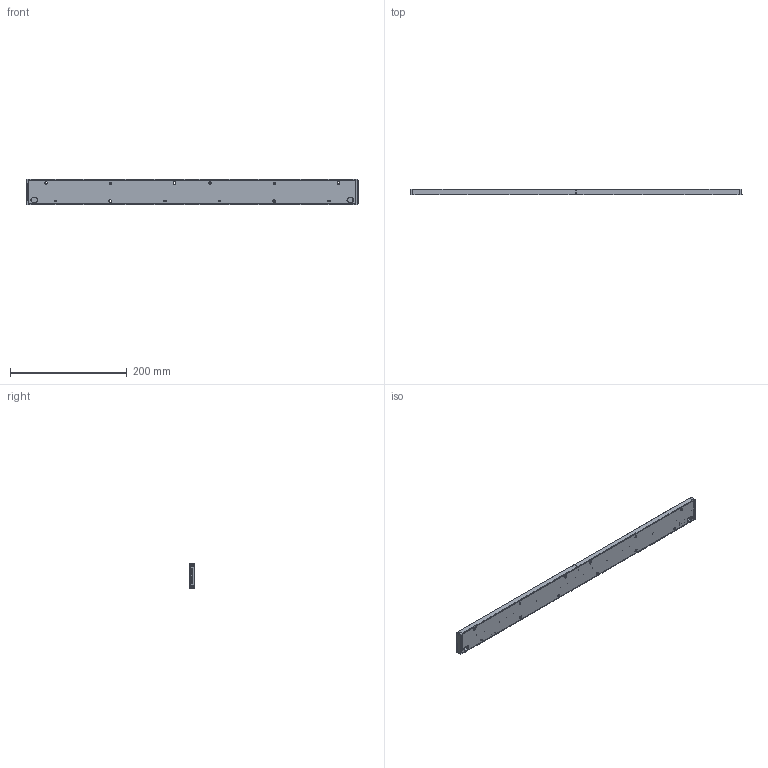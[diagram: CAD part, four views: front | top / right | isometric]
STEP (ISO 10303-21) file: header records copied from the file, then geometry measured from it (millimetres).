
FILE_DESCRIPTION (( 'STEP AP203' ), '1' );
FILE_NAME ('WU-M-502 Assembly.STEP', '2014-11-18T11:33:26', ( 'VS' ), ( '' ), 'SwSTEP 2.0', 'SolidWorks 2014', '' );
FILE_SCHEMA (( 'CONFIG_CONTROL_DESIGN' ));
Length unit declared in the file: millimetre
Products named in the file (11): endkappe_988xx_line_optik; abdeckung_988xx_inear_optik; 001711-S1X PCB-Base56W4; WU-M-502-Optik; 001711-S1X PCB-LSL56W4; WU-M-502 Assembly; Nichia Nxxx757; 2060_402; DO214AC; R1206; abdeckung_98810_t829_11789V0_555437_linear_optik_standard.1
Assembly tree (43 placements, depth 4):
  WU-M-502 Assembly
    001711-S1X PCB-Base56W4
    001711-S1X PCB-LSL56W4
    Nichia Nxxx757  x30
    2060_402  x2
    DO214AC
    R1206  x2
    WU-M-502-Optik
      abdeckung_98810_t829_11789V0_555437_linear_optik_standard.1
      endkappe_988xx_line_optik  x2
      abdeckung_988xx_inear_optik
        abdeckung_98810_t829_11789V0_555437_linear_optik_standard.1
Bounding box: 568.81 x 9.8 x 43.01 mm (x, y, z)
Volume: 37259.9 mm3; surface area: 128547.5 mm2
Topology: 127 solids, 137 shells, 6500 faces, 17116 edges, 11172 vertices
Faces by surface type: plane 4364, cylinder 1333, bspline 507, cone 176, torus 120
Entity records: 110178 total; most frequent: CARTESIAN_POINT 32400, ORIENTED_EDGE 16202, DIRECTION 14508, EDGE_CURVE 8109, VECTOR 6180, LINE 6180, VERTEX_POINT 5330, AXIS2_PLACEMENT_3D 4164
